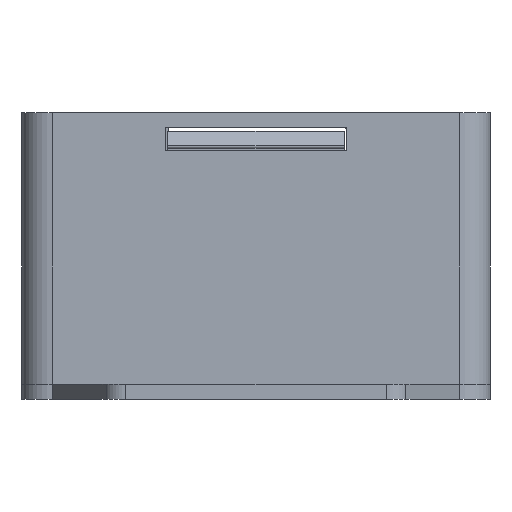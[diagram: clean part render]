
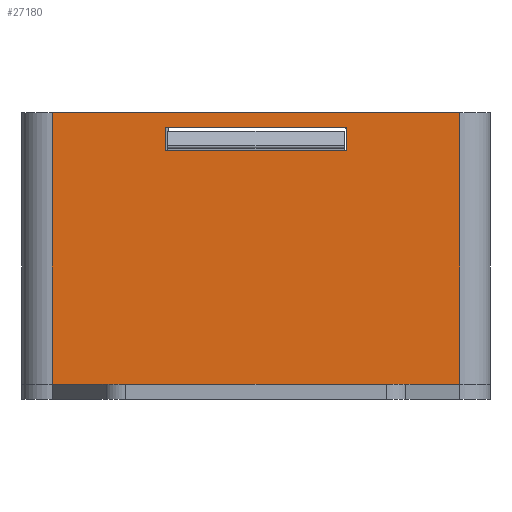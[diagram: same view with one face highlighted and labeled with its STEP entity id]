
A CAD part, front view. The second image highlights one B-rep face of the part: STEP entity #27180.
In plain terms, the highlighted planar face has unit normal (0, -1, 0).
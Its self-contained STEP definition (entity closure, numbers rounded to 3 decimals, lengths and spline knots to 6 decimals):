
#5390=ORIENTED_EDGE('',*,*,#12849,.T.);
#5391=ORIENTED_EDGE('',*,*,#12850,.F.);
#5392=ORIENTED_EDGE('',*,*,#12851,.F.);
#5393=ORIENTED_EDGE('',*,*,#12585,.T.);
#5394=ORIENTED_EDGE('',*,*,#12852,.T.);
#5395=ORIENTED_EDGE('',*,*,#12853,.T.);
#5396=ORIENTED_EDGE('',*,*,#12854,.F.);
#5397=ORIENTED_EDGE('',*,*,#12797,.T.);
#12585=EDGE_CURVE('',#16470,#16469,#19015,.T.);
#12797=EDGE_CURVE('',#16681,#16680,#19087,.T.);
#12849=EDGE_CURVE('',#16469,#16729,#19116,.T.);
#12850=EDGE_CURVE('',#16730,#16729,#19117,.T.);
#12851=EDGE_CURVE('',#16470,#16730,#19118,.T.);
#12852=EDGE_CURVE('',#16680,#16731,#19119,.T.);
#12853=EDGE_CURVE('',#16731,#16732,#19120,.T.);
#12854=EDGE_CURVE('',#16681,#16732,#19121,.T.);
#16469=VERTEX_POINT('',#40512);
#16470=VERTEX_POINT('',#40514);
#16680=VERTEX_POINT('',#41101);
#16681=VERTEX_POINT('',#41103);
#16729=VERTEX_POINT('',#41229);
#16730=VERTEX_POINT('',#41231);
#16731=VERTEX_POINT('',#41234);
#16732=VERTEX_POINT('',#41236);
#19015=LINE('',#40513,#21276);
#19087=LINE('',#41102,#21348);
#19116=LINE('',#41228,#21377);
#19117=LINE('',#41230,#21378);
#19118=LINE('',#41232,#21379);
#19119=LINE('',#41233,#21380);
#19120=LINE('',#41235,#21381);
#19121=LINE('',#41237,#21382);
#21276=VECTOR('',#31885,1.);
#21348=VECTOR('',#32077,1.);
#21377=VECTOR('',#32132,1.);
#21378=VECTOR('',#32133,1.);
#21379=VECTOR('',#32134,1.);
#21380=VECTOR('',#32135,1.);
#21381=VECTOR('',#32136,1.);
#21382=VECTOR('',#32137,1.);
#23341=EDGE_LOOP('',(#5390,#5391,#5392,#5393));
#23342=EDGE_LOOP('',(#5394,#5395,#5396,#5397));
#25009=FACE_BOUND('',#23341,.T.);
#25010=FACE_BOUND('',#23342,.T.);
#26425=PLANE('',#29244);
#27180=ADVANCED_FACE('',(#25009,#25010),#26425,.T.);
#29244=AXIS2_PLACEMENT_3D('',#41227,#32130,#32131);
#31885=DIRECTION('',(-1.,0.,0.));
#32077=DIRECTION('',(1.,0.,0.));
#32130=DIRECTION('',(0.,-1.,0.));
#32131=DIRECTION('',(1.,0.,0.));
#32132=DIRECTION('',(0.,0.,-1.));
#32133=DIRECTION('',(-1.,0.,0.));
#32134=DIRECTION('',(0.,0.,-1.));
#32135=DIRECTION('',(0.,0.,-1.));
#32136=DIRECTION('',(-1.,0.,0.));
#32137=DIRECTION('',(0.,0.,-1.));
#40512=CARTESIAN_POINT('',(-0.00168,-0.03218,0.008634));
#40513=CARTESIAN_POINT('',(0.02532,-0.03218,0.008634));
#40514=CARTESIAN_POINT('',(0.05232,-0.03218,0.008634));
#41101=CARTESIAN_POINT('',(0.03732,-0.03218,0.006634));
#41102=CARTESIAN_POINT('',(0.02532,-0.03218,0.006634));
#41103=CARTESIAN_POINT('',(0.01332,-0.03218,0.006634));
#41227=CARTESIAN_POINT('',(0.02532,-0.03218,0.008634));
#41228=CARTESIAN_POINT('',(-0.00168,-0.03218,0.008634));
#41229=CARTESIAN_POINT('',(-0.00168,-0.03218,-0.027366));
#41230=CARTESIAN_POINT('',(0.02532,-0.03218,-0.027366));
#41231=CARTESIAN_POINT('',(0.05232,-0.03218,-0.027366));
#41232=CARTESIAN_POINT('',(0.05232,-0.03218,0.008634));
#41233=CARTESIAN_POINT('',(0.03732,-0.03218,0.008634));
#41234=CARTESIAN_POINT('',(0.03732,-0.03218,0.003634));
#41235=CARTESIAN_POINT('',(0.02532,-0.03218,0.003634));
#41236=CARTESIAN_POINT('',(0.01332,-0.03218,0.003634));
#41237=CARTESIAN_POINT('',(0.01332,-0.03218,0.008634));
